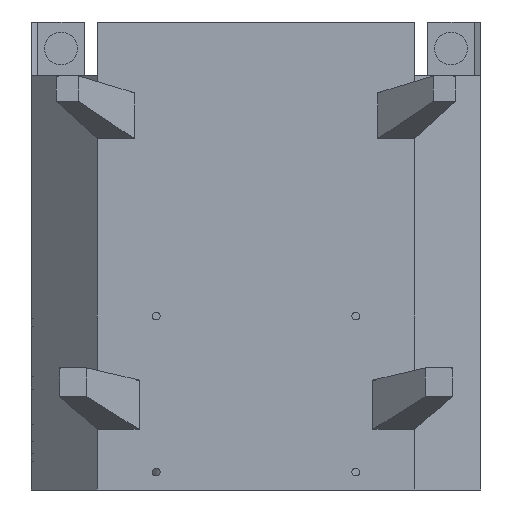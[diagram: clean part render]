
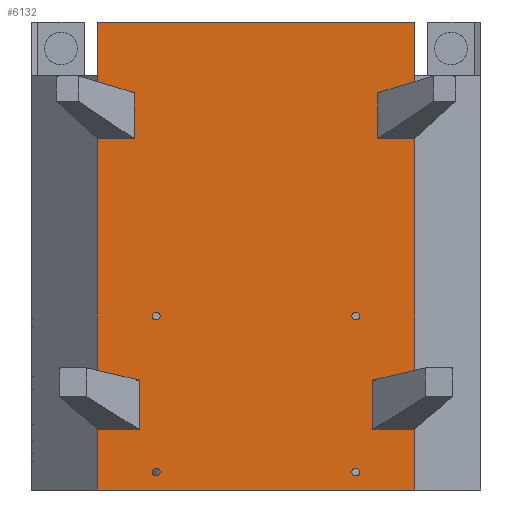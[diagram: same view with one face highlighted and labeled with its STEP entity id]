
A CAD part, front view. The second image highlights one B-rep face of the part: STEP entity #6132.
In plain terms, the highlighted planar face has unit normal (0, -1, 0).
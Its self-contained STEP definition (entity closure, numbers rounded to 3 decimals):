
#226=FACE_BOUND('',#820,.T.);
#227=FACE_BOUND('',#821,.T.);
#228=FACE_BOUND('',#822,.T.);
#229=FACE_BOUND('',#823,.T.);
#332=CIRCLE('',#6515,1.25);
#333=CIRCLE('',#6516,1.25);
#334=CIRCLE('',#6517,1.25);
#335=CIRCLE('',#6518,1.25);
#451=FACE_OUTER_BOUND('',#819,.T.);
#819=EDGE_LOOP('',(#4098,#4099,#4100,#4101,#4102,#4103,#4104,#4105,#4106,
#4107,#4108,#4109,#4110,#4111,#4112,#4113,#4114,#4115,#4116,#4117,#4118,
#4119));
#820=EDGE_LOOP('',(#4120));
#821=EDGE_LOOP('',(#4121));
#822=EDGE_LOOP('',(#4122));
#823=EDGE_LOOP('',(#4123));
#1293=LINE('',#8509,#1957);
#1295=LINE('',#8513,#1959);
#1297=LINE('',#8517,#1961);
#1300=LINE('',#8523,#1964);
#1301=LINE('',#8525,#1965);
#1302=LINE('',#8527,#1966);
#1303=LINE('',#8529,#1967);
#1304=LINE('',#8531,#1968);
#1305=LINE('',#8533,#1969);
#1306=LINE('',#8535,#1970);
#1307=LINE('',#8537,#1971);
#1308=LINE('',#8539,#1972);
#1309=LINE('',#8541,#1973);
#1310=LINE('',#8543,#1974);
#1311=LINE('',#8545,#1975);
#1312=LINE('',#8547,#1976);
#1313=LINE('',#8549,#1977);
#1314=LINE('',#8551,#1978);
#1315=LINE('',#8553,#1979);
#1316=LINE('',#8555,#1980);
#1317=LINE('',#8557,#1981);
#1318=LINE('',#8558,#1982);
#1957=VECTOR('',#6960,10.);
#1959=VECTOR('',#6964,10.);
#1961=VECTOR('',#6968,10.);
#1964=VECTOR('',#6975,10.);
#1965=VECTOR('',#6976,10.);
#1966=VECTOR('',#6977,10.);
#1967=VECTOR('',#6978,10.);
#1968=VECTOR('',#6979,10.);
#1969=VECTOR('',#6980,10.);
#1970=VECTOR('',#6981,10.);
#1971=VECTOR('',#6982,10.);
#1972=VECTOR('',#6983,10.);
#1973=VECTOR('',#6984,10.);
#1974=VECTOR('',#6985,10.);
#1975=VECTOR('',#6986,10.);
#1976=VECTOR('',#6987,10.);
#1977=VECTOR('',#6988,10.);
#1978=VECTOR('',#6989,10.);
#1979=VECTOR('',#6990,10.);
#1980=VECTOR('',#6991,10.);
#1981=VECTOR('',#6992,10.);
#1982=VECTOR('',#6993,10.);
#2620=VERTEX_POINT('',#8506);
#2621=VERTEX_POINT('',#8508);
#2622=VERTEX_POINT('',#8512);
#2623=VERTEX_POINT('',#8516);
#2624=VERTEX_POINT('',#8522);
#2625=VERTEX_POINT('',#8524);
#2626=VERTEX_POINT('',#8526);
#2627=VERTEX_POINT('',#8528);
#2628=VERTEX_POINT('',#8530);
#2629=VERTEX_POINT('',#8532);
#2630=VERTEX_POINT('',#8534);
#2631=VERTEX_POINT('',#8536);
#2632=VERTEX_POINT('',#8538);
#2633=VERTEX_POINT('',#8540);
#2634=VERTEX_POINT('',#8542);
#2635=VERTEX_POINT('',#8544);
#2636=VERTEX_POINT('',#8546);
#2637=VERTEX_POINT('',#8548);
#2638=VERTEX_POINT('',#8550);
#2639=VERTEX_POINT('',#8552);
#2640=VERTEX_POINT('',#8554);
#2641=VERTEX_POINT('',#8556);
#2642=VERTEX_POINT('',#8559);
#2643=VERTEX_POINT('',#8561);
#2644=VERTEX_POINT('',#8563);
#2645=VERTEX_POINT('',#8565);
#3193=EDGE_CURVE('',#2621,#2620,#1293,.T.);
#3195=EDGE_CURVE('',#2622,#2621,#1295,.T.);
#3197=EDGE_CURVE('',#2623,#2622,#1297,.T.);
#3200=EDGE_CURVE('',#2624,#2620,#1300,.T.);
#3201=EDGE_CURVE('',#2624,#2625,#1301,.T.);
#3202=EDGE_CURVE('',#2625,#2626,#1302,.T.);
#3203=EDGE_CURVE('',#2626,#2627,#1303,.T.);
#3204=EDGE_CURVE('',#2628,#2627,#1304,.T.);
#3205=EDGE_CURVE('',#2629,#2628,#1305,.T.);
#3206=EDGE_CURVE('',#2629,#2630,#1306,.T.);
#3207=EDGE_CURVE('',#2630,#2631,#1307,.T.);
#3208=EDGE_CURVE('',#2631,#2632,#1308,.T.);
#3209=EDGE_CURVE('',#2632,#2633,#1309,.T.);
#3210=EDGE_CURVE('',#2633,#2634,#1310,.T.);
#3211=EDGE_CURVE('',#2634,#2635,#1311,.T.);
#3212=EDGE_CURVE('',#2635,#2636,#1312,.T.);
#3213=EDGE_CURVE('',#2636,#2637,#1313,.T.);
#3214=EDGE_CURVE('',#2637,#2638,#1314,.T.);
#3215=EDGE_CURVE('',#2638,#2639,#1315,.T.);
#3216=EDGE_CURVE('',#2640,#2639,#1316,.T.);
#3217=EDGE_CURVE('',#2641,#2640,#1317,.T.);
#3218=EDGE_CURVE('',#2623,#2641,#1318,.T.);
#3219=EDGE_CURVE('',#2642,#2642,#332,.T.);
#3220=EDGE_CURVE('',#2643,#2643,#333,.T.);
#3221=EDGE_CURVE('',#2644,#2644,#334,.T.);
#3222=EDGE_CURVE('',#2645,#2645,#335,.T.);
#4098=ORIENTED_EDGE('',*,*,#3197,.T.);
#4099=ORIENTED_EDGE('',*,*,#3195,.T.);
#4100=ORIENTED_EDGE('',*,*,#3193,.T.);
#4101=ORIENTED_EDGE('',*,*,#3200,.F.);
#4102=ORIENTED_EDGE('',*,*,#3201,.T.);
#4103=ORIENTED_EDGE('',*,*,#3202,.T.);
#4104=ORIENTED_EDGE('',*,*,#3203,.T.);
#4105=ORIENTED_EDGE('',*,*,#3204,.F.);
#4106=ORIENTED_EDGE('',*,*,#3205,.F.);
#4107=ORIENTED_EDGE('',*,*,#3206,.T.);
#4108=ORIENTED_EDGE('',*,*,#3207,.T.);
#4109=ORIENTED_EDGE('',*,*,#3208,.T.);
#4110=ORIENTED_EDGE('',*,*,#3209,.T.);
#4111=ORIENTED_EDGE('',*,*,#3210,.T.);
#4112=ORIENTED_EDGE('',*,*,#3211,.T.);
#4113=ORIENTED_EDGE('',*,*,#3212,.T.);
#4114=ORIENTED_EDGE('',*,*,#3213,.T.);
#4115=ORIENTED_EDGE('',*,*,#3214,.T.);
#4116=ORIENTED_EDGE('',*,*,#3215,.T.);
#4117=ORIENTED_EDGE('',*,*,#3216,.F.);
#4118=ORIENTED_EDGE('',*,*,#3217,.F.);
#4119=ORIENTED_EDGE('',*,*,#3218,.F.);
#4120=ORIENTED_EDGE('',*,*,#3219,.T.);
#4121=ORIENTED_EDGE('',*,*,#3220,.T.);
#4122=ORIENTED_EDGE('',*,*,#3221,.T.);
#4123=ORIENTED_EDGE('',*,*,#3222,.T.);
#5863=PLANE('',#6514);
#6132=ADVANCED_FACE('',(#451,#226,#227,#228,#229),#5863,.T.);
#6514=AXIS2_PLACEMENT_3D('',#8521,#6973,#6974);
#6515=AXIS2_PLACEMENT_3D('',#8560,#6994,#6995);
#6516=AXIS2_PLACEMENT_3D('',#8562,#6996,#6997);
#6517=AXIS2_PLACEMENT_3D('',#8564,#6998,#6999);
#6518=AXIS2_PLACEMENT_3D('',#8566,#7000,#7001);
#6960=DIRECTION('',(-1.,0.,0.));
#6964=DIRECTION('',(0.,0.,-1.));
#6968=DIRECTION('',(1.,0.,0.));
#6973=DIRECTION('center_axis',(0.,-1.,0.));
#6974=DIRECTION('ref_axis',(1.,0.,0.));
#6975=DIRECTION('',(0.,0.,1.));
#6976=DIRECTION('',(1.,0.,0.));
#6977=DIRECTION('',(0.,0.,-1.));
#6978=DIRECTION('',(-1.,0.,0.));
#6979=DIRECTION('',(0.,0.,1.));
#6980=DIRECTION('',(-1.,0.,0.));
#6981=DIRECTION('',(0.,0.,1.));
#6982=DIRECTION('',(-1.,0.,0.));
#6983=DIRECTION('',(0.,0.,1.));
#6984=DIRECTION('',(1.,0.,0.));
#6985=DIRECTION('',(0.,0.,1.));
#6986=DIRECTION('',(-1.,0.,0.));
#6987=DIRECTION('',(0.,0.,1.));
#6988=DIRECTION('',(1.,0.,0.));
#6989=DIRECTION('',(0.,0.,1.));
#6990=DIRECTION('',(0.,0.,1.));
#6991=DIRECTION('',(1.,0.,0.));
#6992=DIRECTION('',(0.,0.,1.));
#6993=DIRECTION('',(0.,0.,1.));
#6994=DIRECTION('center_axis',(0.,1.,0.));
#6995=DIRECTION('ref_axis',(-1.,0.,0.));
#6996=DIRECTION('center_axis',(0.,1.,0.));
#6997=DIRECTION('ref_axis',(-1.,0.,0.));
#6998=DIRECTION('center_axis',(0.,1.,0.));
#6999=DIRECTION('ref_axis',(1.,0.,0.));
#7000=DIRECTION('center_axis',(0.,1.,0.));
#7001=DIRECTION('ref_axis',(1.,0.,0.));
#8506=CARTESIAN_POINT('',(-50.828,-79.,112.608));
#8508=CARTESIAN_POINT('',(-39.078,-79.,112.608));
#8509=CARTESIAN_POINT('',(-57.447,-79.,112.608));
#8512=CARTESIAN_POINT('',(-39.078,-79.,127.316));
#8513=CARTESIAN_POINT('',(-39.078,-79.,62.309));
#8516=CARTESIAN_POINT('',(-50.828,-79.,127.316));
#8517=CARTESIAN_POINT('',(-53.826,-79.,127.316));
#8521=CARTESIAN_POINT('Origin',(-50.828,-79.,0.));
#8522=CARTESIAN_POINT('',(-50.828,-79.,35.217));
#8523=CARTESIAN_POINT('',(-50.828,-79.,0.));
#8524=CARTESIAN_POINT('',(-37.476,-79.,35.217));
#8525=CARTESIAN_POINT('',(-56.9,-79.,35.217));
#8526=CARTESIAN_POINT('',(-37.476,-79.,19.409));
#8527=CARTESIAN_POINT('',(-37.476,-79.,19.583));
#8528=CARTESIAN_POINT('',(-50.828,-79.,19.409));
#8529=CARTESIAN_POINT('',(-52.536,-79.,19.409));
#8530=CARTESIAN_POINT('',(-50.828,-79.,0.));
#8531=CARTESIAN_POINT('',(-50.828,-79.,0.));
#8532=CARTESIAN_POINT('',(50.828,-79.,0.));
#8533=CARTESIAN_POINT('',(50.828,-79.,0.));
#8534=CARTESIAN_POINT('',(50.828,-79.,19.409));
#8535=CARTESIAN_POINT('',(50.828,-79.,0.));
#8536=CARTESIAN_POINT('',(37.476,-79.,19.409));
#8537=CARTESIAN_POINT('',(1.708,-79.,19.409));
#8538=CARTESIAN_POINT('',(37.476,-79.,35.217));
#8539=CARTESIAN_POINT('',(37.476,-79.,19.583));
#8540=CARTESIAN_POINT('',(50.828,-79.,35.217));
#8541=CARTESIAN_POINT('',(6.072,-79.,35.217));
#8542=CARTESIAN_POINT('',(50.828,-79.,112.608));
#8543=CARTESIAN_POINT('',(50.828,-79.,0.));
#8544=CARTESIAN_POINT('',(39.078,-79.,112.608));
#8545=CARTESIAN_POINT('',(6.619,-79.,112.608));
#8546=CARTESIAN_POINT('',(39.078,-79.,127.316));
#8547=CARTESIAN_POINT('',(39.078,-79.,62.309));
#8548=CARTESIAN_POINT('',(50.828,-79.,127.316));
#8549=CARTESIAN_POINT('',(2.997,-79.,127.316));
#8550=CARTESIAN_POINT('',(50.828,-79.,133.));
#8551=CARTESIAN_POINT('',(50.828,-79.,0.));
#8552=CARTESIAN_POINT('',(50.828,-79.,150.));
#8553=CARTESIAN_POINT('',(50.828,-79.,133.));
#8554=CARTESIAN_POINT('',(-50.828,-79.,150.));
#8555=CARTESIAN_POINT('',(50.828,-79.,150.));
#8556=CARTESIAN_POINT('',(-50.828,-79.,133.));
#8557=CARTESIAN_POINT('',(-50.828,-79.,133.));
#8558=CARTESIAN_POINT('',(-50.828,-79.,0.));
#8559=CARTESIAN_POINT('',(33.25,-79.,5.75));
#8560=CARTESIAN_POINT('Origin',(32.,-79.,5.75));
#8561=CARTESIAN_POINT('',(33.25,-79.,55.75));
#8562=CARTESIAN_POINT('Origin',(32.,-79.,55.75));
#8563=CARTESIAN_POINT('',(-33.25,-79.,5.75));
#8564=CARTESIAN_POINT('Origin',(-32.,-79.,5.75));
#8565=CARTESIAN_POINT('',(-33.25,-79.,55.75));
#8566=CARTESIAN_POINT('Origin',(-32.,-79.,55.75));
